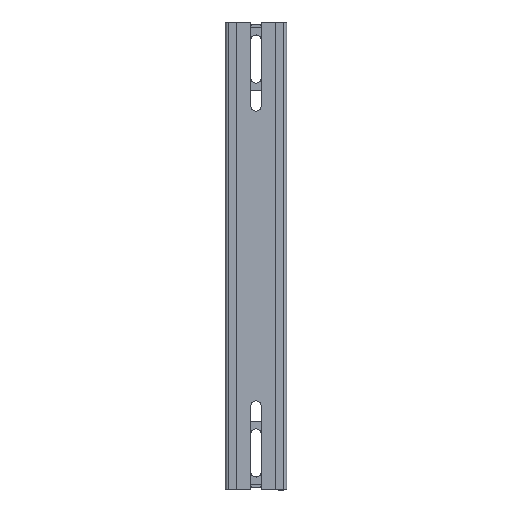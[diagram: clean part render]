
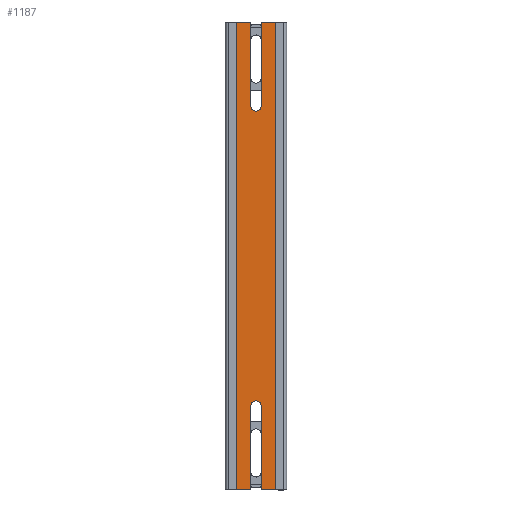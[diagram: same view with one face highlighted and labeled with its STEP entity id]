
A CAD part, top view. The second image highlights one B-rep face of the part: STEP entity #1187.
In plain terms, the highlighted planar face has unit normal (0, 0, 1).
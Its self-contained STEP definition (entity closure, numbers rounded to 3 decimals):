
#8 = CARTESIAN_POINT ( 'NONE',  ( -4.25, 0., 0. ) ) ;
#14 = CARTESIAN_POINT ( 'NONE',  ( 0., 120., 0. ) ) ;
#15 = ORIENTED_EDGE ( 'NONE', *, *, #1431, .F. ) ;
#22 = DIRECTION ( 'NONE',  ( 0., 1., 0. ) ) ;
#57 = DIRECTION ( 'NONE',  ( -1., 0., 0. ) ) ;
#71 = VERTEX_POINT ( 'NONE', #1672 ) ;
#104 = DIRECTION ( 'NONE',  ( 0., -1., 0. ) ) ;
#106 = EDGE_CURVE ( 'NONE', #669, #71, #1499, .T. ) ;
#127 = VERTEX_POINT ( 'NONE', #1305 ) ;
#135 = DIRECTION ( 'NONE',  ( 0., -1., 0. ) ) ;
#162 = VERTEX_POINT ( 'NONE', #430 ) ;
#178 = DIRECTION ( 'NONE',  ( 1., 0., 0. ) ) ;
#180 = VERTEX_POINT ( 'NONE', #261 ) ;
#184 = CIRCLE ( 'NONE', #776, 4.25 ) ;
#244 = ORIENTED_EDGE ( 'NONE', *, *, #722, .T. ) ;
#261 = CARTESIAN_POINT ( 'NONE',  ( 4.25, -120., 0. ) ) ;
#289 = CARTESIAN_POINT ( 'NONE',  ( 0., 0., 0. ) ) ;
#291 = CARTESIAN_POINT ( 'NONE',  ( -21.9, -187., 0. ) ) ;
#334 = CARTESIAN_POINT ( 'NONE',  ( 4.25, 120., 0. ) ) ;
#346 = VECTOR ( 'NONE', #1009, 1000. ) ;
#353 = CARTESIAN_POINT ( 'NONE',  ( -4.25, -187., 0. ) ) ;
#355 = EDGE_CURVE ( 'NONE', #912, #1542, #184, .T. ) ;
#358 = EDGE_CURVE ( 'NONE', #1864, #1026, #1700, .T. ) ;
#370 = EDGE_CURVE ( 'NONE', #1542, #669, #1615, .T. ) ;
#380 = ORIENTED_EDGE ( 'NONE', *, *, #1661, .T. ) ;
#391 = CARTESIAN_POINT ( 'NONE',  ( 22.5, -187., 0. ) ) ;
#394 = EDGE_CURVE ( 'NONE', #954, #127, #482, .T. ) ;
#430 = CARTESIAN_POINT ( 'NONE',  ( -4.25, 187., 0. ) ) ;
#469 = EDGE_LOOP ( 'NONE', ( #485, #244, #493, #1035, #1696, #1695, #1642, #15, #758, #904, #1378, #380 ) ) ;
#482 = LINE ( 'NONE', #291, #715 ) ;
#485 = ORIENTED_EDGE ( 'NONE', *, *, #572, .T. ) ;
#493 = ORIENTED_EDGE ( 'NONE', *, *, #358, .T. ) ;
#503 = VECTOR ( 'NONE', #824, 1000. ) ;
#552 = LINE ( 'NONE', #8, #595 ) ;
#563 = CARTESIAN_POINT ( 'NONE',  ( 0., -120., 0. ) ) ;
#572 = EDGE_CURVE ( 'NONE', #837, #180, #1686, .T. ) ;
#584 = CARTESIAN_POINT ( 'NONE',  ( -4.25, 0., 0. ) ) ;
#587 = DIRECTION ( 'NONE',  ( 0., 1., 0. ) ) ;
#595 = VECTOR ( 'NONE', #587, 1000. ) ;
#669 = VERTEX_POINT ( 'NONE', #1886 ) ;
#715 = VECTOR ( 'NONE', #22, 1000. ) ;
#719 = DIRECTION ( 'NONE',  ( 1., 0., 0. ) ) ;
#722 = EDGE_CURVE ( 'NONE', #180, #1864, #1007, .T. ) ;
#758 = ORIENTED_EDGE ( 'NONE', *, *, #1664, .F. ) ;
#776 = AXIS2_PLACEMENT_3D ( 'NONE', #14, #1498, #57 ) ;
#792 = LINE ( 'NONE', #391, #503 ) ;
#796 = EDGE_CURVE ( 'NONE', #71, #1026, #1719, .T. ) ;
#824 = DIRECTION ( 'NONE',  ( 1., 0., 0. ) ) ;
#829 = CARTESIAN_POINT ( 'NONE',  ( -21.9, -187., 0. ) ) ;
#837 = VERTEX_POINT ( 'NONE', #1565 ) ;
#858 = VERTEX_POINT ( 'NONE', #353 ) ;
#904 = ORIENTED_EDGE ( 'NONE', *, *, #394, .F. ) ;
#912 = VERTEX_POINT ( 'NONE', #1300 ) ;
#925 = VECTOR ( 'NONE', #178, 1000. ) ;
#939 = EDGE_CURVE ( 'NONE', #954, #858, #792, .T. ) ;
#954 = VERTEX_POINT ( 'NONE', #829 ) ;
#974 = AXIS2_PLACEMENT_3D ( 'NONE', #289, #1240, #1399 ) ;
#991 = VECTOR ( 'NONE', #104, 1000. ) ;
#1007 = LINE ( 'NONE', #1163, #1801 ) ;
#1009 = DIRECTION ( 'NONE',  ( 0., 1., 0. ) ) ;
#1026 = VERTEX_POINT ( 'NONE', #1332 ) ;
#1035 = ORIENTED_EDGE ( 'NONE', *, *, #796, .F. ) ;
#1151 = CARTESIAN_POINT ( 'NONE',  ( 4.25, -187., 0. ) ) ;
#1163 = CARTESIAN_POINT ( 'NONE',  ( 4.25, 0., 0. ) ) ;
#1187 = ADVANCED_FACE ( 'NONE', ( #1853 ), #1464, .F. ) ;
#1240 = DIRECTION ( 'NONE',  ( 0., 0., -1. ) ) ;
#1249 = DIRECTION ( 'NONE',  ( 1., 0., 0. ) ) ;
#1300 = CARTESIAN_POINT ( 'NONE',  ( -4.25, 120., 0. ) ) ;
#1305 = CARTESIAN_POINT ( 'NONE',  ( -21.9, 187., 0. ) ) ;
#1332 = CARTESIAN_POINT ( 'NONE',  ( 21.9, -187., 0. ) ) ;
#1378 = ORIENTED_EDGE ( 'NONE', *, *, #939, .T. ) ;
#1383 = DIRECTION ( 'NONE',  ( -1., 0., 0. ) ) ;
#1395 = CARTESIAN_POINT ( 'NONE',  ( 22.5, 187., 0. ) ) ;
#1399 = DIRECTION ( 'NONE',  ( -1., 0., 0. ) ) ;
#1406 = VECTOR ( 'NONE', #719, 1000. ) ;
#1408 = CARTESIAN_POINT ( 'NONE',  ( 22.5, -187., 0. ) ) ;
#1431 = EDGE_CURVE ( 'NONE', #162, #912, #1621, .T. ) ;
#1464 = PLANE ( 'NONE',  #974 ) ;
#1473 = CARTESIAN_POINT ( 'NONE',  ( 21.9, 0., 0. ) ) ;
#1498 = DIRECTION ( 'NONE',  ( 0., 0., 1. ) ) ;
#1499 = LINE ( 'NONE', #1395, #1634 ) ;
#1542 = VERTEX_POINT ( 'NONE', #334 ) ;
#1544 = DIRECTION ( 'NONE',  ( 0., 0., -1. ) ) ;
#1565 = CARTESIAN_POINT ( 'NONE',  ( -4.25, -120., 0. ) ) ;
#1573 = AXIS2_PLACEMENT_3D ( 'NONE', #563, #1544, #1383 ) ;
#1615 = LINE ( 'NONE', #1778, #346 ) ;
#1621 = LINE ( 'NONE', #584, #991 ) ;
#1634 = VECTOR ( 'NONE', #1249, 1000. ) ;
#1637 = DIRECTION ( 'NONE',  ( 0., -1., 0. ) ) ;
#1642 = ORIENTED_EDGE ( 'NONE', *, *, #355, .F. ) ;
#1661 = EDGE_CURVE ( 'NONE', #858, #837, #552, .T. ) ;
#1664 = EDGE_CURVE ( 'NONE', #127, #162, #1665, .T. ) ;
#1665 = LINE ( 'NONE', #1795, #925 ) ;
#1672 = CARTESIAN_POINT ( 'NONE',  ( 21.9, 187., 0. ) ) ;
#1682 = VECTOR ( 'NONE', #1637, 1000. ) ;
#1686 = CIRCLE ( 'NONE', #1573, 4.25 ) ;
#1695 = ORIENTED_EDGE ( 'NONE', *, *, #370, .F. ) ;
#1696 = ORIENTED_EDGE ( 'NONE', *, *, #106, .F. ) ;
#1700 = LINE ( 'NONE', #1408, #1406 ) ;
#1719 = LINE ( 'NONE', #1473, #1682 ) ;
#1778 = CARTESIAN_POINT ( 'NONE',  ( 4.25, 0., 0. ) ) ;
#1795 = CARTESIAN_POINT ( 'NONE',  ( 22.5, 187., 0. ) ) ;
#1801 = VECTOR ( 'NONE', #135, 1000. ) ;
#1853 = FACE_OUTER_BOUND ( 'NONE', #469, .T. ) ;
#1864 = VERTEX_POINT ( 'NONE', #1151 ) ;
#1886 = CARTESIAN_POINT ( 'NONE',  ( 4.25, 187., 0. ) ) ;
